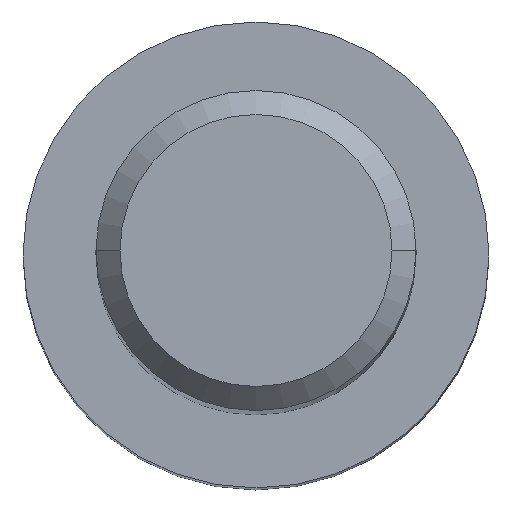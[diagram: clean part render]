
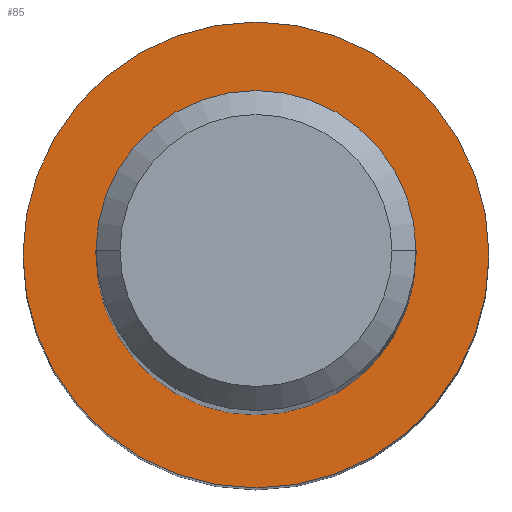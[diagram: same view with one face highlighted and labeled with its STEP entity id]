
A CAD part, top view. The second image highlights one B-rep face of the part: STEP entity #85.
In plain terms, the highlighted planar face has unit normal (0, 0, 1).
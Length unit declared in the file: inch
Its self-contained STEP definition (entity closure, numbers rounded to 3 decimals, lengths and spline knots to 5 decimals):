
#11 = EDGE_LOOP ( 'NONE', ( #69, #255 ) ) ;
#45 = CARTESIAN_POINT ( 'NONE',  ( 0.091, 0., -1. ) ) ;
#66 = DIRECTION ( 'NONE',  ( 1., 0., 0. ) ) ;
#69 = ORIENTED_EDGE ( 'NONE', *, *, #74, .T. ) ;
#74 = EDGE_CURVE ( 'NONE', #103, #228, #116, .T. ) ;
#75 = DIRECTION ( 'NONE',  ( 1., 0., 0. ) ) ;
#85 = ADVANCED_FACE ( 'NONE', ( #331 ), #109, .F. ) ;
#95 = CARTESIAN_POINT ( 'NONE',  ( 0., 0., -1. ) ) ;
#103 = VERTEX_POINT ( 'NONE', #45 ) ;
#109 = PLANE ( 'NONE',  #299 ) ;
#116 = CIRCLE ( 'NONE', #142, 0.091 ) ;
#130 = AXIS2_PLACEMENT_3D ( 'NONE', #248, #150, #75 ) ;
#142 = AXIS2_PLACEMENT_3D ( 'NONE', #95, #278, #66 ) ;
#150 = DIRECTION ( 'NONE',  ( 0., 0., 1. ) ) ;
#181 = DIRECTION ( 'NONE',  ( 0., 0., -1. ) ) ;
#226 = CARTESIAN_POINT ( 'NONE',  ( -0.091, 0., -1. ) ) ;
#228 = VERTEX_POINT ( 'NONE', #226 ) ;
#248 = CARTESIAN_POINT ( 'NONE',  ( 0., 0., -1. ) ) ;
#252 = CARTESIAN_POINT ( 'NONE',  ( 0., 0., -1. ) ) ;
#255 = ORIENTED_EDGE ( 'NONE', *, *, #271, .T. ) ;
#256 = CIRCLE ( 'NONE', #130, 0.091 ) ;
#271 = EDGE_CURVE ( 'NONE', #228, #103, #256, .T. ) ;
#278 = DIRECTION ( 'NONE',  ( 0., 0., 1. ) ) ;
#299 = AXIS2_PLACEMENT_3D ( 'NONE', #252, #181, #308 ) ;
#308 = DIRECTION ( 'NONE',  ( -1., 0., 0. ) ) ;
#331 = FACE_OUTER_BOUND ( 'NONE', #11, .T. ) ;
